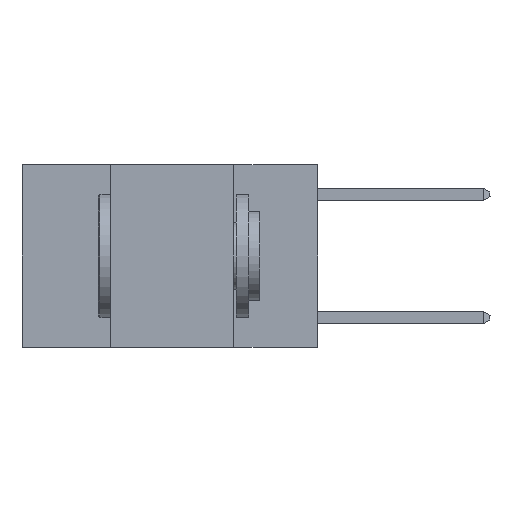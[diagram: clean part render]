
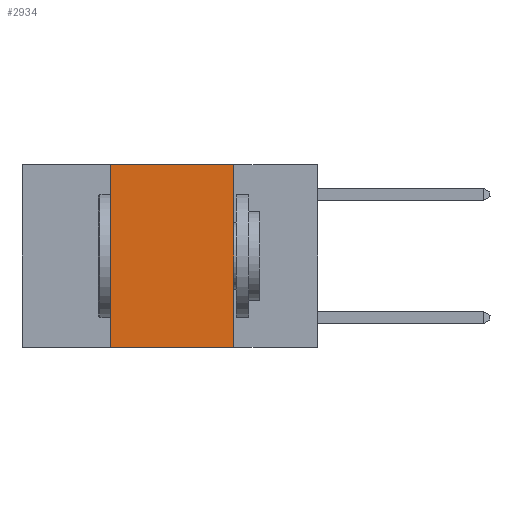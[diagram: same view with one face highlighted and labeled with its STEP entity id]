
A CAD part, left-side view. The second image highlights one B-rep face of the part: STEP entity #2934.
In plain terms, the highlighted planar face has unit normal (-1, 0, 0).
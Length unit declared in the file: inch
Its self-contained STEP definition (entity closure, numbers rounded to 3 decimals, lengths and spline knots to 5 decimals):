
#99 = CARTESIAN_POINT ( 'NONE',  ( 0., 0.17, -0.37 ) ) ;
#302 = PLANE ( 'NONE',  #14377 ) ;
#1289 = VERTEX_POINT ( 'NONE', #10872 ) ;
#1954 = DIRECTION ( 'NONE',  ( 0., 0., -1. ) ) ;
#2934 = ADVANCED_FACE ( 'NONE', ( #19448 ), #302, .F. ) ;
#3383 = CARTESIAN_POINT ( 'NONE',  ( 0., 0.42, -0.37 ) ) ;
#3626 = LINE ( 'NONE', #18846, #7475 ) ;
#4286 = ORIENTED_EDGE ( 'NONE', *, *, #16186, .F. ) ;
#4691 = DIRECTION ( 'NONE',  ( 0., 0., -1. ) ) ;
#6061 = VERTEX_POINT ( 'NONE', #3383 ) ;
#6673 = VECTOR ( 'NONE', #7346, 39.37008 ) ;
#6793 = CARTESIAN_POINT ( 'NONE',  ( 0., 0.6, 0. ) ) ;
#7346 = DIRECTION ( 'NONE',  ( 0., 0., 1. ) ) ;
#7475 = VECTOR ( 'NONE', #20468, 39.37008 ) ;
#7598 = CARTESIAN_POINT ( 'NONE',  ( 0., 0.42, 0. ) ) ;
#8650 = ORIENTED_EDGE ( 'NONE', *, *, #14073, .T. ) ;
#8687 = VERTEX_POINT ( 'NONE', #99 ) ;
#9142 = CARTESIAN_POINT ( 'NONE',  ( 0., 0.6, -0.37 ) ) ;
#10021 = LINE ( 'NONE', #15424, #6673 ) ;
#10065 = EDGE_CURVE ( 'NONE', #11328, #1289, #3626, .T. ) ;
#10872 = CARTESIAN_POINT ( 'NONE',  ( 0., 0.17, 0. ) ) ;
#11328 = VERTEX_POINT ( 'NONE', #7598 ) ;
#11750 = DIRECTION ( 'NONE',  ( 1., 0., 0. ) ) ;
#12474 = VECTOR ( 'NONE', #4691, 39.37008 ) ;
#14073 = EDGE_CURVE ( 'NONE', #6061, #8687, #16133, .T. ) ;
#14377 = AXIS2_PLACEMENT_3D ( 'NONE', #6793, #11750, #1954 ) ;
#15424 = CARTESIAN_POINT ( 'NONE',  ( 0., 0.42, 0. ) ) ;
#16133 = LINE ( 'NONE', #9142, #19907 ) ;
#16186 = EDGE_CURVE ( 'NONE', #6061, #11328, #10021, .T. ) ;
#16698 = LINE ( 'NONE', #17574, #12474 ) ;
#17574 = CARTESIAN_POINT ( 'NONE',  ( 0., 0.17, 0. ) ) ;
#18339 = EDGE_CURVE ( 'NONE', #1289, #8687, #16698, .T. ) ;
#18767 = DIRECTION ( 'NONE',  ( 0., -1., 0. ) ) ;
#18846 = CARTESIAN_POINT ( 'NONE',  ( 0., 0.6, 0. ) ) ;
#19072 = ORIENTED_EDGE ( 'NONE', *, *, #10065, .F. ) ;
#19448 = FACE_OUTER_BOUND ( 'NONE', #19723, .T. ) ;
#19723 = EDGE_LOOP ( 'NONE', ( #20485, #19072, #4286, #8650 ) ) ;
#19907 = VECTOR ( 'NONE', #18767, 39.37008 ) ;
#20468 = DIRECTION ( 'NONE',  ( 0., -1., 0. ) ) ;
#20485 = ORIENTED_EDGE ( 'NONE', *, *, #18339, .F. ) ;
